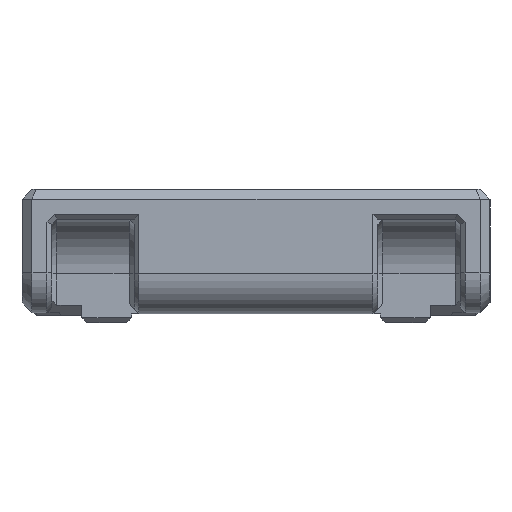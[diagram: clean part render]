
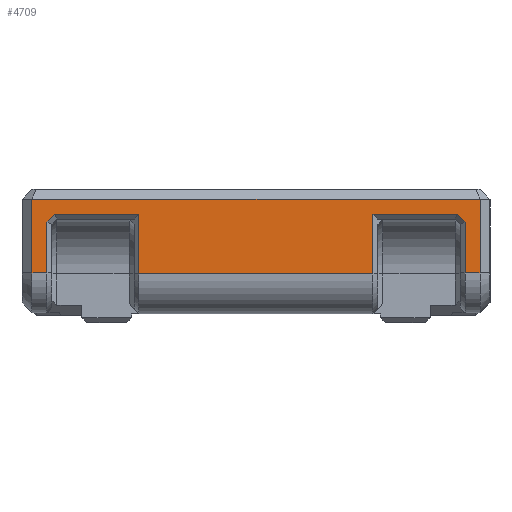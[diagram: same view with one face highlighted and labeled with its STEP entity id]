
A CAD part, front view. The second image highlights one B-rep face of the part: STEP entity #4709.
In plain terms, the highlighted planar face has unit normal (0, -1, 0).
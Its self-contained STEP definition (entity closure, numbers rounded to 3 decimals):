
#573=ORIENTED_EDGE('',*,*,#1738,.T.);
#574=ORIENTED_EDGE('',*,*,#1739,.T.);
#575=ORIENTED_EDGE('',*,*,#1740,.F.);
#576=ORIENTED_EDGE('',*,*,#1741,.T.);
#577=ORIENTED_EDGE('',*,*,#1742,.T.);
#578=ORIENTED_EDGE('',*,*,#1743,.T.);
#579=ORIENTED_EDGE('',*,*,#1744,.T.);
#580=ORIENTED_EDGE('',*,*,#1745,.T.);
#581=ORIENTED_EDGE('',*,*,#1746,.T.);
#582=ORIENTED_EDGE('',*,*,#1747,.T.);
#583=ORIENTED_EDGE('',*,*,#1748,.T.);
#584=ORIENTED_EDGE('',*,*,#1749,.T.);
#585=ORIENTED_EDGE('',*,*,#1750,.T.);
#586=ORIENTED_EDGE('',*,*,#1751,.T.);
#1738=EDGE_CURVE('',#2320,#2321,#2804,.T.);
#1739=EDGE_CURVE('',#2321,#2322,#2805,.T.);
#1740=EDGE_CURVE('',#2323,#2322,#2806,.T.);
#1741=EDGE_CURVE('',#2323,#2324,#2807,.T.);
#1742=EDGE_CURVE('',#2324,#2325,#2808,.T.);
#1743=EDGE_CURVE('',#2325,#2326,#2809,.T.);
#1744=EDGE_CURVE('',#2326,#2327,#2810,.T.);
#1745=EDGE_CURVE('',#2327,#2328,#2811,.T.);
#1746=EDGE_CURVE('',#2328,#2329,#2812,.T.);
#1747=EDGE_CURVE('',#2329,#2330,#2813,.T.);
#1748=EDGE_CURVE('',#2330,#2331,#2814,.T.);
#1749=EDGE_CURVE('',#2331,#2332,#2815,.F.);
#1750=EDGE_CURVE('',#2332,#2333,#2816,.T.);
#1751=EDGE_CURVE('',#2333,#2320,#2817,.T.);
#2320=VERTEX_POINT('',#7138);
#2321=VERTEX_POINT('',#7139);
#2322=VERTEX_POINT('',#7141);
#2323=VERTEX_POINT('',#7143);
#2324=VERTEX_POINT('',#7145);
#2325=VERTEX_POINT('',#7147);
#2326=VERTEX_POINT('',#7149);
#2327=VERTEX_POINT('',#7151);
#2328=VERTEX_POINT('',#7153);
#2329=VERTEX_POINT('',#7155);
#2330=VERTEX_POINT('',#7157);
#2331=VERTEX_POINT('',#7159);
#2332=VERTEX_POINT('',#7161);
#2333=VERTEX_POINT('',#7163);
#2804=LINE('',#7137,#3422);
#2805=LINE('',#7140,#3423);
#2806=LINE('',#7142,#3424);
#2807=LINE('',#7144,#3425);
#2808=LINE('',#7146,#3426);
#2809=LINE('',#7148,#3427);
#2810=LINE('',#7150,#3428);
#2811=LINE('',#7152,#3429);
#2812=LINE('',#7154,#3430);
#2813=LINE('',#7156,#3431);
#2814=LINE('',#7158,#3432);
#2815=LINE('',#7160,#3433);
#2816=LINE('',#7162,#3434);
#2817=LINE('',#7164,#3435);
#3422=VECTOR('',#5757,1000.);
#3423=VECTOR('',#5758,1000.);
#3424=VECTOR('',#5759,1000.);
#3425=VECTOR('',#5760,1000.);
#3426=VECTOR('',#5761,1000.);
#3427=VECTOR('',#5762,1000.);
#3428=VECTOR('',#5763,1000.);
#3429=VECTOR('',#5764,1000.);
#3430=VECTOR('',#5765,1000.);
#3431=VECTOR('',#5766,1000.);
#3432=VECTOR('',#5767,1000.);
#3433=VECTOR('',#5768,1000.);
#3434=VECTOR('',#5769,1000.);
#3435=VECTOR('',#5770,1000.);
#3837=EDGE_LOOP('',(#573,#574,#575,#576,#577,#578,#579,#580,#581,#582,#583,
#584,#585,#586));
#4153=FACE_BOUND('',#3837,.T.);
#4462=PLANE('',#5007);
#4709=ADVANCED_FACE('',(#4153),#4462,.T.);
#5007=AXIS2_PLACEMENT_3D('',#7136,#5755,#5756);
#5755=DIRECTION('',(0.,-1.,0.));
#5756=DIRECTION('',(0.,0.,-1.));
#5757=DIRECTION('',(0.707,0.,-0.707));
#5758=DIRECTION('',(0.,0.,-1.));
#5759=DIRECTION('',(-1.,0.,0.));
#5760=DIRECTION('',(0.,0.,1.));
#5761=DIRECTION('',(-1.,0.,0.));
#5762=DIRECTION('',(0.,0.,-1.));
#5763=DIRECTION('',(1.,0.,0.));
#5764=DIRECTION('',(0.,0.,1.));
#5765=DIRECTION('',(0.707,0.,0.707));
#5766=DIRECTION('',(1.,0.,0.));
#5767=DIRECTION('',(0.,0.,-1.));
#5768=DIRECTION('',(-1.,0.,0.));
#5769=DIRECTION('',(0.,0.,1.));
#5770=DIRECTION('',(1.,0.,0.));
#7136=CARTESIAN_POINT('',(23.5,-38.383,5.15));
#7137=CARTESIAN_POINT('',(20.854,-38.383,10.504));
#7138=CARTESIAN_POINT('',(20.207,-38.383,11.15));
#7139=CARTESIAN_POINT('',(21.,-38.383,10.357));
#7140=CARTESIAN_POINT('',(21.,-38.383,5.15));
#7141=CARTESIAN_POINT('',(21.,-38.383,5.25));
#7142=CARTESIAN_POINT('',(23.5,-38.383,5.25));
#7143=CARTESIAN_POINT('',(22.5,-38.383,5.25));
#7144=CARTESIAN_POINT('',(22.5,-38.383,13.65));
#7145=CARTESIAN_POINT('',(22.5,-38.383,12.65));
#7146=CARTESIAN_POINT('',(23.5,-38.383,12.65));
#7147=CARTESIAN_POINT('',(-22.5,-38.383,12.65));
#7148=CARTESIAN_POINT('',(-22.5,-38.383,5.25));
#7149=CARTESIAN_POINT('',(-22.5,-38.383,5.25));
#7150=CARTESIAN_POINT('',(-23.5,-38.383,5.25));
#7151=CARTESIAN_POINT('',(-21.,-38.383,5.25));
#7152=CARTESIAN_POINT('',(-21.,-38.383,5.15));
#7153=CARTESIAN_POINT('',(-21.,-38.383,10.357));
#7154=CARTESIAN_POINT('',(-20.354,-38.383,11.004));
#7155=CARTESIAN_POINT('',(-20.207,-38.383,11.15));
#7156=CARTESIAN_POINT('',(23.5,-38.383,11.15));
#7157=CARTESIAN_POINT('',(-11.75,-38.383,11.15));
#7158=CARTESIAN_POINT('',(-11.75,-38.383,5.15));
#7159=CARTESIAN_POINT('',(-11.75,-38.383,5.15));
#7160=CARTESIAN_POINT('',(23.5,-38.383,5.15));
#7161=CARTESIAN_POINT('',(11.75,-38.383,5.15));
#7162=CARTESIAN_POINT('',(11.75,-38.383,10.65));
#7163=CARTESIAN_POINT('',(11.75,-38.383,11.15));
#7164=CARTESIAN_POINT('',(23.5,-38.383,11.15));
